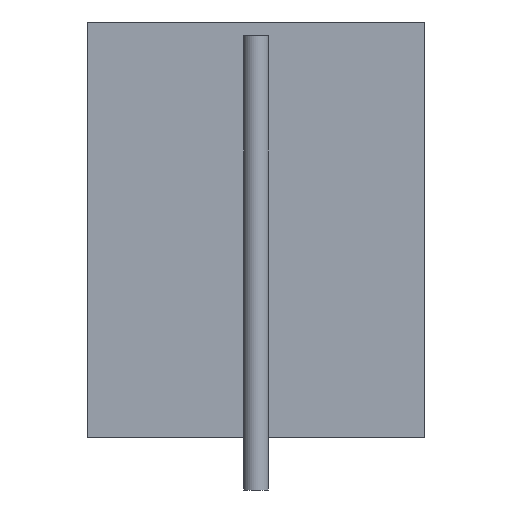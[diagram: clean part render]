
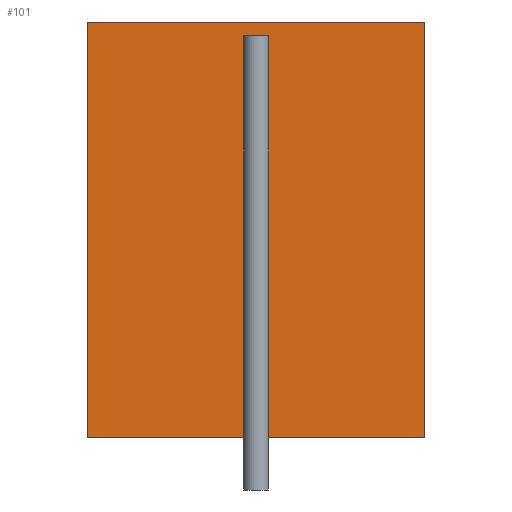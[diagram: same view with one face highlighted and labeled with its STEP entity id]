
A CAD part, left-side view. The second image highlights one B-rep face of the part: STEP entity #101.
In plain terms, the highlighted planar face has unit normal (-1, 0, 0).
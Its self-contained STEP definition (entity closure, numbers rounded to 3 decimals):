
#12=DIRECTION('',(0.,0.,1.));
#26=DIRECTION('',(1.,0.,0.));
#39=VERTEX_POINT('',#40);
#40=CARTESIAN_POINT('',(0.,0.45,0.));
#52=VERTEX_POINT('',#53);
#53=CARTESIAN_POINT('',(0.,-0.45,0.));
#54=ORIENTED_EDGE('',*,*,#55,.T.);
#55=EDGE_CURVE('',#52,#56,#58,.T.);
#56=VERTEX_POINT('',#57);
#57=CARTESIAN_POINT('',(0.,-0.45,14.5));
#58=LINE('',#57,#59);
#59=VECTOR('',#12,1.);
#62=VERTEX_POINT('',#63);
#63=CARTESIAN_POINT('',(0.,0.45,14.5));
#67=ORIENTED_EDGE('',*,*,#68,.F.);
#68=EDGE_CURVE('',#39,#62,#69,.T.);
#69=LINE('',#63,#59);
#75=EDGE_CURVE('',#76,#52,#78,.T.);
#76=VERTEX_POINT('',#77);
#77=CARTESIAN_POINT('',(0.,-6.1,0.));
#78=LINE('',#77,#79);
#79=VECTOR('',#80,1.);
#80=DIRECTION('',(0.,1.,0.));
#94=VERTEX_POINT('',#95);
#95=CARTESIAN_POINT('',(0.,6.1,0.));
#98=EDGE_CURVE('',#39,#94,#78,.T.);
#101=ADVANCED_FACE('',(#102),#125,.F.);
#102=FACE_BOUND('',#103,.F.);
#103=EDGE_LOOP('',(#104,#111,#114,#54,#115,#67,#121,#122));
#104=ORIENTED_EDGE('',*,*,#105,.F.);
#105=EDGE_CURVE('',#106,#108,#110,.T.);
#106=VERTEX_POINT('',#107);
#107=CARTESIAN_POINT('',(0.,-6.1,15.));
#108=VERTEX_POINT('',#109);
#109=CARTESIAN_POINT('',(0.,6.1,15.));
#110=LINE('',#107,#79);
#111=ORIENTED_EDGE('',*,*,#112,.F.);
#112=EDGE_CURVE('',#76,#106,#113,.T.);
#113=LINE('',#77,#59);
#114=ORIENTED_EDGE('',*,*,#75,.T.);
#115=ORIENTED_EDGE('',*,*,#116,.T.);
#116=EDGE_CURVE('',#56,#62,#117,.T.);
#117=LINE('',#118,#119);
#118=CARTESIAN_POINT('',(0.,-3.05,14.5));
#119=VECTOR('',#120,1.);
#120=DIRECTION('',(0.,1.,0.));
#121=ORIENTED_EDGE('',*,*,#98,.T.);
#122=ORIENTED_EDGE('',*,*,#123,.T.);
#123=EDGE_CURVE('',#94,#108,#124,.T.);
#124=LINE('',#95,#59);
#125=PLANE('',#126);
#126=AXIS2_PLACEMENT_3D('',#77,#26,#12);
